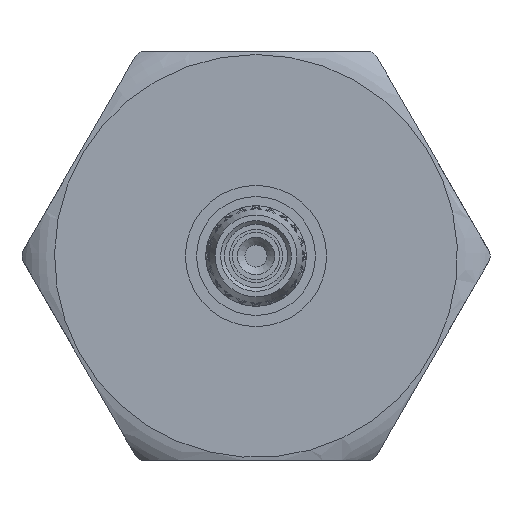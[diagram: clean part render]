
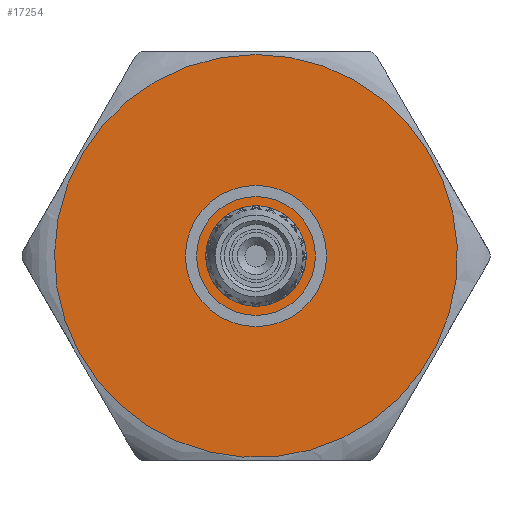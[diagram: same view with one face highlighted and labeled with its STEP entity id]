
A CAD part, left-side view. The second image highlights one B-rep face of the part: STEP entity #17254.
In plain terms, the highlighted planar face has unit normal (-1, 0, 0).
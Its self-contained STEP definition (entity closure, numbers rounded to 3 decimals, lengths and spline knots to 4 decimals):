
#562=CIRCLE('',#18316,5.4238);
#563=CIRCLE('',#18318,1.25);
#714=PLANE('',#18317);
#5659=ORIENTED_EDGE('',*,*,#10376,.F.);
#5660=ORIENTED_EDGE('',*,*,#10377,.T.);
#10376=EDGE_CURVE('',#12257,#12257,#562,.F.);
#10377=EDGE_CURVE('',#12258,#12258,#563,.T.);
#12257=VERTEX_POINT('',#48157);
#12258=VERTEX_POINT('',#48160);
#14222=EDGE_LOOP('',(#5659));
#14223=EDGE_LOOP('',(#5660));
#15597=FACE_BOUND('',#14222,.T.);
#15598=FACE_BOUND('',#14223,.T.);
#17254=ADVANCED_FACE('',(#15597,#15598),#714,.T.);
#18316=AXIS2_PLACEMENT_3D('',#48156,#19356,#19357);
#18317=AXIS2_PLACEMENT_3D('',#48158,#19358,#19359);
#18318=AXIS2_PLACEMENT_3D('',#48159,#19360,#19361);
#19356=DIRECTION('',(-1.,0.,0.));
#19357=DIRECTION('',(0.,0.,1.));
#19358=DIRECTION('',(-1.,0.,0.));
#19359=DIRECTION('',(0.,0.,1.));
#19360=DIRECTION('',(1.,0.,0.));
#19361=DIRECTION('',(0.,-1.,0.));
#48156=CARTESIAN_POINT('',(-2.2,0.,0.));
#48157=CARTESIAN_POINT('',(-2.2,0.,5.4238));
#48158=CARTESIAN_POINT('',(-2.2,0.,0.));
#48159=CARTESIAN_POINT('',(-2.2,0.,0.));
#48160=CARTESIAN_POINT('',(-2.2,-1.25,0.));
